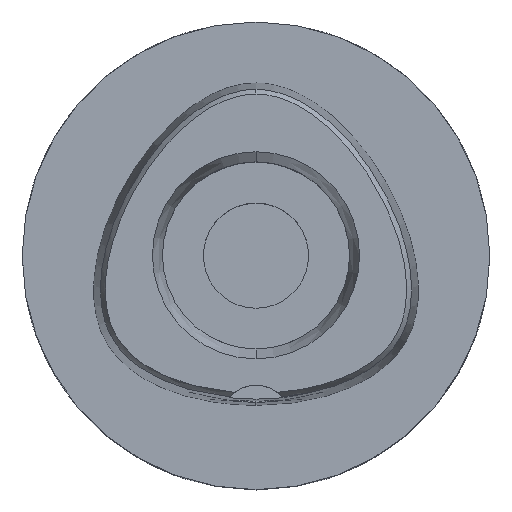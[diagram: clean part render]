
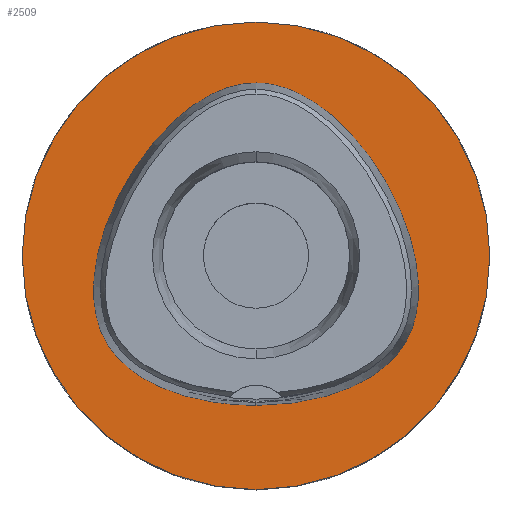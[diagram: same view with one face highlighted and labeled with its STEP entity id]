
A CAD part, top view. The second image highlights one B-rep face of the part: STEP entity #2509.
In plain terms, the highlighted planar face has unit normal (0, 0, 1).
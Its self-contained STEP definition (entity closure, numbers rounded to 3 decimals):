
#283=CARTESIAN_POINT('',(0.,0.,0.));
#284=DIRECTION('',(0.,0.,-1.));
#285=DIRECTION('',(0.,1.,0.));
#286=AXIS2_PLACEMENT_3D('',#283,#284,#285);
#291=CARTESIAN_POINT('',(0.,0.,0.));
#292=DIRECTION('',(0.,0.,-1.));
#293=DIRECTION('',(0.,-1.,0.));
#294=AXIS2_PLACEMENT_3D('',#291,#292,#293);
#299=CARTESIAN_POINT('',(0.,-25.575,0.));
#300=CARTESIAN_POINT('',(1.261,-25.575,0.));
#301=CARTESIAN_POINT('',(3.718,-25.479,
0.));
#302=CARTESIAN_POINT('',(7.241,-25.07,
0.));
#303=CARTESIAN_POINT('',(10.501,-24.43,0.));
#304=CARTESIAN_POINT('',(13.419,-23.607,0.));
#305=CARTESIAN_POINT('',(15.971,-22.653,0.));
#306=CARTESIAN_POINT('',(18.172,-21.606,0.));
#307=CARTESIAN_POINT('',(20.06,-20.491,0.));
#308=CARTESIAN_POINT('',(21.656,-19.336,0.));
#309=CARTESIAN_POINT('',(23.011,-18.142,0.));
#310=CARTESIAN_POINT('',(24.144,-16.924,0.));
#311=CARTESIAN_POINT('',(25.098,-15.662,0.));
#312=CARTESIAN_POINT('',(25.894,-14.336,0.));
#313=CARTESIAN_POINT('',(26.544,-12.929,0.));
#314=CARTESIAN_POINT('',(27.072,-11.39,0.));
#315=CARTESIAN_POINT('',(27.471,-9.694,0.));
#316=CARTESIAN_POINT('',(27.728,-7.792,0.));
#317=CARTESIAN_POINT('',(27.812,-5.677,0.));
#318=CARTESIAN_POINT('',(27.692,-3.321,0.));
#319=CARTESIAN_POINT('',(27.329,-0.71,0.));
#320=CARTESIAN_POINT('',(26.682,2.153,0.));
#321=CARTESIAN_POINT('',(25.714,5.239,0.));
#322=CARTESIAN_POINT('',(24.403,8.489,0.));
#323=CARTESIAN_POINT('',(22.764,11.789,0.));
#324=CARTESIAN_POINT('',(20.85,14.997,0.));
#325=CARTESIAN_POINT('',(18.757,17.96,0.));
#326=CARTESIAN_POINT('',(16.579,20.582,0.));
#327=CARTESIAN_POINT('',(14.396,22.817,0.));
#328=CARTESIAN_POINT('',(12.268,24.665,0.));
#329=CARTESIAN_POINT('',(10.226,26.153,0.));
#330=CARTESIAN_POINT('',(8.288,27.319,0.));
#331=CARTESIAN_POINT('',(6.454,28.204,0.));
#332=CARTESIAN_POINT('',(4.718,28.846,0.));
#333=CARTESIAN_POINT('',(3.069,29.278,0.));
#334=CARTESIAN_POINT('',(1.501,29.523,
0.));
#335=CARTESIAN_POINT('',(0.493,29.575,
0.));
#336=CARTESIAN_POINT('',(0.,29.575,
0.));
#341=CARTESIAN_POINT('',(0.,29.575,
0.));
#342=CARTESIAN_POINT('',(-0.493,29.575,0.));
#343=CARTESIAN_POINT('',(-1.502,29.523,
0.));
#344=CARTESIAN_POINT('',(-3.07,29.278,
0.));
#345=CARTESIAN_POINT('',(-4.717,28.847,0.));
#346=CARTESIAN_POINT('',(-6.453,28.204,0.));
#347=CARTESIAN_POINT('',(-8.287,27.319,0.));
#348=CARTESIAN_POINT('',(-10.225,26.154,0.));
#349=CARTESIAN_POINT('',(-12.268,24.665,0.));
#350=CARTESIAN_POINT('',(-14.396,22.817,0.));
#351=CARTESIAN_POINT('',(-16.578,20.582,0.));
#352=CARTESIAN_POINT('',(-18.756,17.96,0.));
#353=CARTESIAN_POINT('',(-20.847,15.001,0.));
#354=CARTESIAN_POINT('',(-22.761,11.794,0.));
#355=CARTESIAN_POINT('',(-24.399,8.499,0.));
#356=CARTESIAN_POINT('',(-25.709,5.251,0.));
#357=CARTESIAN_POINT('',(-26.677,2.169,0.));
#358=CARTESIAN_POINT('',(-27.325,-0.689,0.));
#359=CARTESIAN_POINT('',(-27.69,-3.299,0.));
#360=CARTESIAN_POINT('',(-27.812,-5.653,0.));
#361=CARTESIAN_POINT('',(-27.729,-7.77,0.));
#362=CARTESIAN_POINT('',(-27.477,-9.666,0.));
#363=CARTESIAN_POINT('',(-27.076,-11.377,0.));
#364=CARTESIAN_POINT('',(-26.548,-12.919,0.));
#365=CARTESIAN_POINT('',(-25.89,-14.344,0.));
#366=CARTESIAN_POINT('',(-25.095,-15.667,0.));
#367=CARTESIAN_POINT('',(-24.147,-16.919,0.));
#368=CARTESIAN_POINT('',(-23.017,-18.136,0.));
#369=CARTESIAN_POINT('',(-21.676,-19.32,0.));
#370=CARTESIAN_POINT('',(-20.073,-20.482,0.));
#371=CARTESIAN_POINT('',(-18.191,-21.596,0.));
#372=CARTESIAN_POINT('',(-15.986,-22.646,0.));
#373=CARTESIAN_POINT('',(-13.433,-23.603,0.));
#374=CARTESIAN_POINT('',(-10.516,-24.426,0.));
#375=CARTESIAN_POINT('',(-7.249,-25.069,
0.));
#376=CARTESIAN_POINT('',(-3.716,-25.479,
0.));
#377=CARTESIAN_POINT('',(-1.26,-25.575,0.));
#378=CARTESIAN_POINT('',(0.,-25.575,0.));
#1593=VERTEX_POINT('',#341);
#1594=VERTEX_POINT('',#378);
#1599=CARTESIAN_POINT('',(0.,40.,0.));
#1600=CARTESIAN_POINT('',(0.,-40.,0.));
#1601=VERTEX_POINT('',#1599);
#1602=VERTEX_POINT('',#1600);
#2493=CARTESIAN_POINT('',(0.,0.,0.));
#2494=DIRECTION('',(0.,0.,-1.));
#2495=DIRECTION('',(0.,-1.,0.));
#2496=AXIS2_PLACEMENT_3D('',#2493,#2494,#2495);
#2497=PLANE('',#2496);
#2499=ORIENTED_EDGE('',*,*,#2498,.T.);
#2501=ORIENTED_EDGE('',*,*,#2500,.T.);
#2502=EDGE_LOOP('',(#2499,#2501));
#2503=FACE_OUTER_BOUND('',#2502,.F.);
#2505=ORIENTED_EDGE('',*,*,#2504,.T.);
#2506=ORIENTED_EDGE('',*,*,#2476,.T.);
#2507=EDGE_LOOP('',(#2505,#2506));
#2508=FACE_BOUND('',#2507,.F.);
#287=CIRCLE('',#286,40.);
#295=CIRCLE('',#294,40.);
#337=B_SPLINE_CURVE_WITH_KNOTS('',3,(#299,#300,#301,#302,#303,#304,#305,#306,
#307,#308,#309,#310,#311,#312,#313,#314,#315,#316,#317,#318,#319,#320,#321,#322,
#323,#324,#325,#326,#327,#328,#329,#330,#331,#332,#333,#334,#335,#336),
.UNSPECIFIED.,.F.,.F.,(4,1,1,1,1,1,1,1,1,1,1,1,1,1,1,1,1,1,1,1,1,1,1,1,1,1,1,1,
1,1,1,1,1,1,1,4),(0.,0.029,0.057,0.086,
0.114,0.143,0.171,0.2,0.229,
0.257,0.286,0.314,0.343,
0.371,0.4,0.429,0.457,0.486,
0.514,0.543,0.571,0.6,0.629,
0.657,0.686,0.714,0.743,
0.771,0.8,0.829,0.857,0.886,
0.914,0.943,0.971,1.),.UNSPECIFIED.);
#379=B_SPLINE_CURVE_WITH_KNOTS('',3,(#341,#342,#343,#344,#345,#346,#347,#348,
#349,#350,#351,#352,#353,#354,#355,#356,#357,#358,#359,#360,#361,#362,#363,#364,
#365,#366,#367,#368,#369,#370,#371,#372,#373,#374,#375,#376,#377,#378),
.UNSPECIFIED.,.F.,.F.,(4,1,1,1,1,1,1,1,1,1,1,1,1,1,1,1,1,1,1,1,1,1,1,1,1,1,1,1,
1,1,1,1,1,1,1,4),(0.,0.029,0.057,0.086,
0.114,0.143,0.171,0.2,0.229,
0.257,0.286,0.314,0.343,
0.371,0.4,0.429,0.457,0.486,
0.514,0.543,0.571,0.6,0.629,
0.657,0.686,0.714,0.743,
0.771,0.8,0.829,0.857,0.886,
0.914,0.943,0.971,1.),.UNSPECIFIED.);
#2476=EDGE_CURVE('',#1593,#1594,#379,.T.);
#2498=EDGE_CURVE('',#1601,#1602,#287,.T.);
#2500=EDGE_CURVE('',#1602,#1601,#295,.T.);
#2504=EDGE_CURVE('',#1594,#1593,#337,.T.);
#2509=ADVANCED_FACE('',(#2503,#2508),#2497,.F.);
